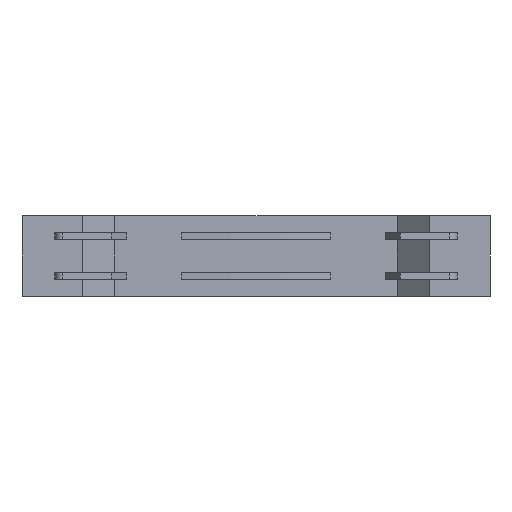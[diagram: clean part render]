
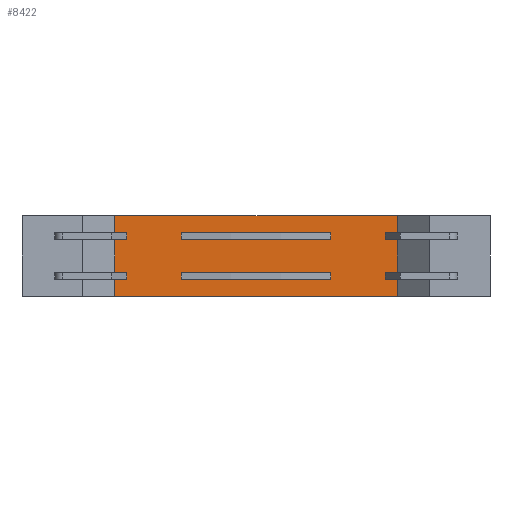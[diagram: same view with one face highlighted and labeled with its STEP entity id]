
A CAD part, front view. The second image highlights one B-rep face of the part: STEP entity #8422.
In plain terms, the highlighted planar face has unit normal (0, -1, 0).
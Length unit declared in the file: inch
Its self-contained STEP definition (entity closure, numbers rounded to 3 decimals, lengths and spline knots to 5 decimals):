
#530 = PLANE ( 'NONE',  #20142 ) ;
#609 = VERTEX_POINT ( 'NONE', #17593 ) ;
#761 = VERTEX_POINT ( 'NONE', #5916 ) ;
#1039 = VERTEX_POINT ( 'NONE', #7215 ) ;
#1105 = CARTESIAN_POINT ( 'NONE',  ( 0.36576, 0., 0.31004 ) ) ;
#1538 = VERTEX_POINT ( 'NONE', #20230 ) ;
#2197 = CARTESIAN_POINT ( 'NONE',  ( 0., 0., 0.19685 ) ) ;
#2390 = LINE ( 'NONE', #21543, #6124 ) ;
#2652 = CARTESIAN_POINT ( 'NONE',  ( 0., 0., 0.08366 ) ) ;
#2825 = ORIENTED_EDGE ( 'NONE', *, *, #19815, .T. ) ;
#2830 = EDGE_LOOP ( 'NONE', ( #2825, #2942, #8571, #9227 ) ) ;
#2877 = LINE ( 'NONE', #3493, #5422 ) ;
#2942 = ORIENTED_EDGE ( 'NONE', *, *, #7260, .T. ) ;
#3346 = CARTESIAN_POINT ( 'NONE',  ( 0.36576, 0., 0.27854 ) ) ;
#3367 = ORIENTED_EDGE ( 'NONE', *, *, #18106, .F. ) ;
#3389 = FACE_BOUND ( 'NONE', #22732, .T. ) ;
#3393 = EDGE_CURVE ( 'NONE', #8591, #1538, #12740, .T. ) ;
#3493 = CARTESIAN_POINT ( 'NONE',  ( 0., 0., 0. ) ) ;
#3820 = LINE ( 'NONE', #4532, #23321 ) ;
#4068 = VERTEX_POINT ( 'NONE', #15593 ) ;
#4084 = EDGE_CURVE ( 'NONE', #22992, #1039, #3820, .T. ) ;
#4335 = LINE ( 'NONE', #5176, #23282 ) ;
#4395 = VECTOR ( 'NONE', #23276, 39.37008 ) ;
#4498 = CARTESIAN_POINT ( 'NONE',  ( -0.36576, 0., 0.27854 ) ) ;
#4532 = CARTESIAN_POINT ( 'NONE',  ( 0., 0., 0.31004 ) ) ;
#4891 = VERTEX_POINT ( 'NONE', #21486 ) ;
#5176 = CARTESIAN_POINT ( 'NONE',  ( 0., 0., 0.11516 ) ) ;
#5422 = VECTOR ( 'NONE', #8968, 39.37008 ) ;
#5671 = CARTESIAN_POINT ( 'NONE',  ( 0.36576, 0., 0.11516 ) ) ;
#5916 = CARTESIAN_POINT ( 'NONE',  ( 0.68898, 0., 0.3937 ) ) ;
#6124 = VECTOR ( 'NONE', #6623, 39.37008 ) ;
#6168 = CARTESIAN_POINT ( 'NONE',  ( -0.68898, 0., 0.19685 ) ) ;
#6623 = DIRECTION ( 'NONE',  ( 0., 0., -1. ) ) ;
#6794 = ORIENTED_EDGE ( 'NONE', *, *, #16220, .F. ) ;
#6859 = CARTESIAN_POINT ( 'NONE',  ( 0.68898, 0., 0.19685 ) ) ;
#7138 = CARTESIAN_POINT ( 'NONE',  ( -0.36576, 0., 0.27854 ) ) ;
#7215 = CARTESIAN_POINT ( 'NONE',  ( -0.36576, 0., 0.31004 ) ) ;
#7260 = EDGE_CURVE ( 'NONE', #609, #761, #14699, .T. ) ;
#7343 = EDGE_CURVE ( 'NONE', #4891, #4068, #2390, .T. ) ;
#7795 = CARTESIAN_POINT ( 'NONE',  ( 0.36576, 0., 0.11516 ) ) ;
#7799 = DIRECTION ( 'NONE',  ( 0., 0., 1. ) ) ;
#7841 = DIRECTION ( 'NONE',  ( -1., 0., 0. ) ) ;
#8243 = VECTOR ( 'NONE', #7799, 39.37008 ) ;
#8422 = ADVANCED_FACE ( 'NONE', ( #23150, #3389, #12500 ), #530, .F. ) ;
#8571 = ORIENTED_EDGE ( 'NONE', *, *, #18998, .F. ) ;
#8591 = VERTEX_POINT ( 'NONE', #13434 ) ;
#8749 = DIRECTION ( 'NONE',  ( -1., 0., 0. ) ) ;
#8823 = LINE ( 'NONE', #7795, #14210 ) ;
#8968 = DIRECTION ( 'NONE',  ( 1., 0., 0. ) ) ;
#9227 = ORIENTED_EDGE ( 'NONE', *, *, #3393, .F. ) ;
#9700 = ORIENTED_EDGE ( 'NONE', *, *, #16097, .F. ) ;
#9965 = VECTOR ( 'NONE', #13909, 39.37008 ) ;
#10099 = DIRECTION ( 'NONE',  ( -1., 0., 0. ) ) ;
#10387 = ORIENTED_EDGE ( 'NONE', *, *, #10608, .F. ) ;
#10608 = EDGE_CURVE ( 'NONE', #20299, #18583, #15689, .T. ) ;
#11834 = CARTESIAN_POINT ( 'NONE',  ( 0.36576, 0., 0.08366 ) ) ;
#12019 = ORIENTED_EDGE ( 'NONE', *, *, #17774, .F. ) ;
#12361 = VECTOR ( 'NONE', #21197, 39.37008 ) ;
#12500 = FACE_OUTER_BOUND ( 'NONE', #2830, .T. ) ;
#12740 = LINE ( 'NONE', #6168, #8243 ) ;
#12967 = ORIENTED_EDGE ( 'NONE', *, *, #7343, .F. ) ;
#13434 = CARTESIAN_POINT ( 'NONE',  ( -0.68898, 0., 0. ) ) ;
#13909 = DIRECTION ( 'NONE',  ( 1., 0., 0. ) ) ;
#13991 = VECTOR ( 'NONE', #15215, 39.37008 ) ;
#14142 = CARTESIAN_POINT ( 'NONE',  ( 0.36576, 0., 0.27854 ) ) ;
#14210 = VECTOR ( 'NONE', #20590, 39.37008 ) ;
#14616 = DIRECTION ( 'NONE',  ( 0., 0., -1. ) ) ;
#14699 = LINE ( 'NONE', #6859, #4395 ) ;
#14738 = VECTOR ( 'NONE', #14616, 39.37008 ) ;
#15215 = DIRECTION ( 'NONE',  ( 1., 0., 0. ) ) ;
#15593 = CARTESIAN_POINT ( 'NONE',  ( -0.36576, 0., 0.08366 ) ) ;
#15689 = LINE ( 'NONE', #17618, #9965 ) ;
#15737 = CARTESIAN_POINT ( 'NONE',  ( 0., 0., 0.3937 ) ) ;
#15751 = VERTEX_POINT ( 'NONE', #5671 ) ;
#16097 = EDGE_CURVE ( 'NONE', #18583, #22992, #16158, .T. ) ;
#16158 = LINE ( 'NONE', #14142, #19870 ) ;
#16220 = EDGE_CURVE ( 'NONE', #15751, #4891, #4335, .T. ) ;
#17593 = CARTESIAN_POINT ( 'NONE',  ( 0.68898, 0., 0. ) ) ;
#17618 = CARTESIAN_POINT ( 'NONE',  ( 0., 0., 0.27854 ) ) ;
#17648 = ORIENTED_EDGE ( 'NONE', *, *, #4084, .F. ) ;
#17774 = EDGE_CURVE ( 'NONE', #17834, #15751, #8823, .T. ) ;
#17834 = VERTEX_POINT ( 'NONE', #11834 ) ;
#17862 = ORIENTED_EDGE ( 'NONE', *, *, #23392, .F. ) ;
#18106 = EDGE_CURVE ( 'NONE', #1039, #20299, #18205, .T. ) ;
#18205 = LINE ( 'NONE', #7138, #14738 ) ;
#18583 = VERTEX_POINT ( 'NONE', #3346 ) ;
#18938 = DIRECTION ( 'NONE',  ( 0., 1., 0. ) ) ;
#18998 = EDGE_CURVE ( 'NONE', #1538, #761, #23002, .T. ) ;
#19287 = EDGE_LOOP ( 'NONE', ( #3367, #17648, #9700, #10387 ) ) ;
#19741 = LINE ( 'NONE', #2652, #13991 ) ;
#19815 = EDGE_CURVE ( 'NONE', #8591, #609, #2877, .T. ) ;
#19870 = VECTOR ( 'NONE', #23456, 39.37008 ) ;
#20142 = AXIS2_PLACEMENT_3D ( 'NONE', #2197, #18938, #7841 ) ;
#20230 = CARTESIAN_POINT ( 'NONE',  ( -0.68898, 0., 0.3937 ) ) ;
#20299 = VERTEX_POINT ( 'NONE', #4498 ) ;
#20590 = DIRECTION ( 'NONE',  ( 0., 0., 1. ) ) ;
#21197 = DIRECTION ( 'NONE',  ( 1., 0., 0. ) ) ;
#21486 = CARTESIAN_POINT ( 'NONE',  ( -0.36576, 0., 0.11516 ) ) ;
#21543 = CARTESIAN_POINT ( 'NONE',  ( -0.36576, 0., 0.11516 ) ) ;
#22732 = EDGE_LOOP ( 'NONE', ( #12019, #17862, #12967, #6794 ) ) ;
#22992 = VERTEX_POINT ( 'NONE', #1105 ) ;
#23002 = LINE ( 'NONE', #15737, #12361 ) ;
#23150 = FACE_BOUND ( 'NONE', #19287, .T. ) ;
#23276 = DIRECTION ( 'NONE',  ( 0., 0., 1. ) ) ;
#23282 = VECTOR ( 'NONE', #8749, 39.37008 ) ;
#23321 = VECTOR ( 'NONE', #10099, 39.37008 ) ;
#23392 = EDGE_CURVE ( 'NONE', #4068, #17834, #19741, .T. ) ;
#23456 = DIRECTION ( 'NONE',  ( 0., 0., 1. ) ) ;
